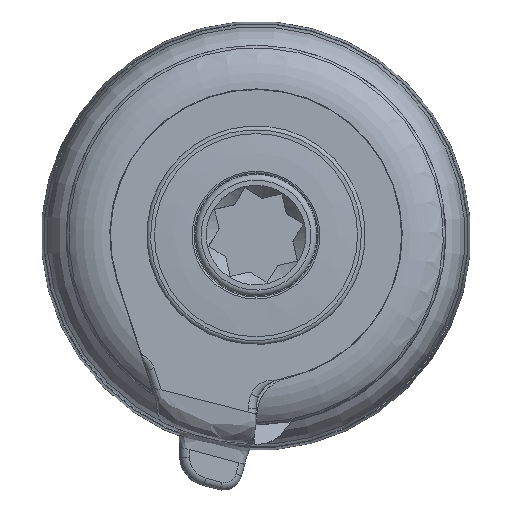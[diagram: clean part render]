
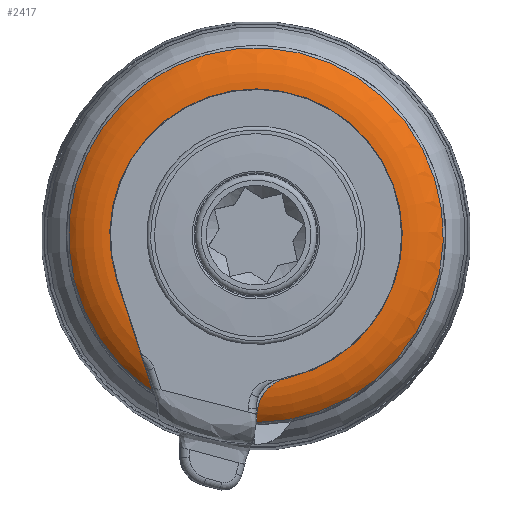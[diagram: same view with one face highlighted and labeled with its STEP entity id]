
A CAD part, top view. The second image highlights one B-rep face of the part: STEP entity #2417.
In plain terms, the highlighted toroidal (fillet/blend) face has major radius 38.15 mm and minor radius 15.664 mm.
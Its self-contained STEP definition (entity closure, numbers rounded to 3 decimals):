
#33=TOROIDAL_SURFACE('',#2698,38.15,15.664);
#63=B_SPLINE_CURVE_WITH_KNOTS('',3,(#3791,#3792,#3793,#3794),
 .UNSPECIFIED.,.F.,.F.,(4,4),(0.169,0.229),
 .UNSPECIFIED.);
#80=B_SPLINE_CURVE_WITH_KNOTS('',3,(#4258,#4259,#4260,#4261),
 .UNSPECIFIED.,.F.,.F.,(4,4),(0.,0.035),.UNSPECIFIED.);
#92=B_SPLINE_CURVE_WITH_KNOTS('',3,(#4624,#4625,#4626,#4627),
 .UNSPECIFIED.,.F.,.F.,(4,4),(0.,0.309),.UNSPECIFIED.);
#100=B_SPLINE_CURVE_WITH_KNOTS('',3,(#5954,#5955,#5956,#5957,#5958,#5959,
#5960,#5961,#5962,#5963,#5964,#5965),.UNSPECIFIED.,.F.,.F.,(4,2,2,2,2,4),
(-1.417,-1.087,-0.774,-0.438,
-0.22,0.),.UNSPECIFIED.);
#101=B_SPLINE_CURVE_WITH_KNOTS('',3,(#5969,#5970,#5971,#5972),
 .UNSPECIFIED.,.F.,.F.,(4,4),(7.851,8.036),
 .UNSPECIFIED.);
#102=B_SPLINE_CURVE_WITH_KNOTS('',3,(#5975,#5976,#5977,#5978,#5979,#5980,
#5981,#5982,#5983,#5984),.UNSPECIFIED.,.F.,.F.,(4,2,2,2,4),(-2.91,
-2.597,-1.298,-0.649,0.),
 .UNSPECIFIED.);
#604=FACE_OUTER_BOUND('',#798,.T.);
#798=EDGE_LOOP('',(#2171,#2172,#2173,#2174,#2175,#2176,#2177,#2178,#2179,
#2180));
#925=CIRCLE('',#2622,48.869);
#927=CIRCLE('',#2625,48.605);
#930=CIRCLE('',#2628,48.605);
#966=CIRCLE('',#2699,38.15);
#1063=VERTEX_POINT('',#3780);
#1065=VERTEX_POINT('',#3790);
#1105=VERTEX_POINT('',#4256);
#1106=VERTEX_POINT('',#4257);
#1122=VERTEX_POINT('',#4609);
#1151=VERTEX_POINT('',#5675);
#1155=VERTEX_POINT('',#5683);
#1201=VERTEX_POINT('',#5952);
#1202=VERTEX_POINT('',#5953);
#1203=VERTEX_POINT('',#5974);
#1326=EDGE_CURVE('',#1065,#1063,#63,.T.);
#1382=EDGE_CURVE('',#1105,#1106,#80,.T.);
#1412=EDGE_CURVE('',#1122,#1105,#92,.T.);
#1466=EDGE_CURVE('',#1122,#1063,#925,.T.);
#1468=EDGE_CURVE('',#1151,#1065,#927,.T.);
#1473=EDGE_CURVE('',#1106,#1155,#930,.T.);
#1533=EDGE_CURVE('',#1201,#1202,#100,.T.);
#1536=EDGE_CURVE('',#1202,#1151,#101,.T.);
#1537=EDGE_CURVE('',#1155,#1203,#102,.T.);
#1539=EDGE_CURVE('',#1203,#1201,#966,.T.);
#2171=ORIENTED_EDGE('',*,*,#1326,.T.);
#2172=ORIENTED_EDGE('',*,*,#1466,.F.);
#2173=ORIENTED_EDGE('',*,*,#1412,.T.);
#2174=ORIENTED_EDGE('',*,*,#1382,.T.);
#2175=ORIENTED_EDGE('',*,*,#1473,.T.);
#2176=ORIENTED_EDGE('',*,*,#1537,.T.);
#2177=ORIENTED_EDGE('',*,*,#1539,.T.);
#2178=ORIENTED_EDGE('',*,*,#1533,.T.);
#2179=ORIENTED_EDGE('',*,*,#1536,.T.);
#2180=ORIENTED_EDGE('',*,*,#1468,.T.);
#2417=ADVANCED_FACE('',(#604),#33,.T.);
#2622=AXIS2_PLACEMENT_3D('',#5671,#3190,#3191);
#2625=AXIS2_PLACEMENT_3D('',#5676,#3196,#3197);
#2628=AXIS2_PLACEMENT_3D('',#5685,#3204,#3205);
#2698=AXIS2_PLACEMENT_3D('',#5986,#3357,#3358);
#2699=AXIS2_PLACEMENT_3D('',#5987,#3359,#3360);
#3190=DIRECTION('center_axis',(0.,0.,
-1.));
#3191=DIRECTION('ref_axis',(0.,-1.,0.));
#3196=DIRECTION('center_axis',(0.,0.,
-1.));
#3197=DIRECTION('ref_axis',(1.,0.,0.));
#3204=DIRECTION('center_axis',(0.,0.,
-1.));
#3205=DIRECTION('ref_axis',(1.,0.,0.));
#3357=DIRECTION('center_axis',(0.,0.,
-1.));
#3358=DIRECTION('ref_axis',(1.,0.,0.));
#3359=DIRECTION('center_axis',(0.,0.,
-1.));
#3360=DIRECTION('ref_axis',(0.,-1.,0.));
#3780=CARTESIAN_POINT('',(-0.627,-48.865,111.958));
#3790=CARTESIAN_POINT('',(-0.406,-48.603,112.2));
#3791=CARTESIAN_POINT('Ctrl Pts',(-0.406,-48.603,112.2));
#3792=CARTESIAN_POINT('Ctrl Pts',(-0.483,-48.709,112.105));
#3793=CARTESIAN_POINT('Ctrl Pts',(-0.56,-48.796,
112.024));
#3794=CARTESIAN_POINT('Ctrl Pts',(-0.627,-48.865,
111.958));
#4256=CARTESIAN_POINT('',(-25.369,-41.501,112.168));
#4257=CARTESIAN_POINT('',(-25.68,-41.268,112.2));
#4258=CARTESIAN_POINT('Ctrl Pts',(-25.369,-41.501,112.168));
#4259=CARTESIAN_POINT('Ctrl Pts',(-25.467,-41.438,112.171));
#4260=CARTESIAN_POINT('Ctrl Pts',(-25.572,-41.359,112.182));
#4261=CARTESIAN_POINT('Ctrl Pts',(-25.68,-41.268,112.2));
#4609=CARTESIAN_POINT('',(-22.337,-43.465,111.958));
#4624=CARTESIAN_POINT('Ctrl Pts',(-22.337,-43.465,111.958));
#4625=CARTESIAN_POINT('Ctrl Pts',(-23.191,-42.897,112.066));
#4626=CARTESIAN_POINT('Ctrl Pts',(-24.211,-42.254,112.133));
#4627=CARTESIAN_POINT('Ctrl Pts',(-25.369,-41.501,112.168));
#5671=CARTESIAN_POINT('Origin',(0.,0.,
111.958));
#5675=CARTESIAN_POINT('',(0.25,-48.605,112.2));
#5676=CARTESIAN_POINT('Origin',(0.,0.,
112.2));
#5683=CARTESIAN_POINT('',(-26.976,-40.432,112.2));
#5685=CARTESIAN_POINT('Origin',(0.,0.,
112.2));
#5952=CARTESIAN_POINT('',(8.121,-37.276,116.2));
#5953=CARTESIAN_POINT('',(0.25,-47.046,113.428));
#5954=CARTESIAN_POINT('Ctrl Pts',(8.121,-37.276,116.2));
#5955=CARTESIAN_POINT('Ctrl Pts',(7.045,-37.51,116.2));
#5956=CARTESIAN_POINT('Ctrl Pts',(6.015,-37.921,116.205));
#5957=CARTESIAN_POINT('Ctrl Pts',(4.184,-39.028,116.168));
#5958=CARTESIAN_POINT('Ctrl Pts',(3.385,-39.701,116.126));
#5959=CARTESIAN_POINT('Ctrl Pts',(1.978,-41.318,115.889));
#5960=CARTESIAN_POINT('Ctrl Pts',(1.409,-42.253,115.683));
#5961=CARTESIAN_POINT('Ctrl Pts',(0.739,-43.881,115.128));
#5962=CARTESIAN_POINT('Ctrl Pts',(0.55,-44.528,114.859));
#5963=CARTESIAN_POINT('Ctrl Pts',(0.304,-45.815,114.215));
#5964=CARTESIAN_POINT('Ctrl Pts',(0.25,-46.444,113.844));
#5965=CARTESIAN_POINT('Ctrl Pts',(0.25,-47.046,113.428));
#5969=CARTESIAN_POINT('Ctrl Pts',(0.25,-47.046,113.428));
#5970=CARTESIAN_POINT('Ctrl Pts',(0.25,-47.599,113.046));
#5971=CARTESIAN_POINT('Ctrl Pts',(0.25,-48.125,112.63));
#5972=CARTESIAN_POINT('Ctrl Pts',(0.25,-48.605,112.2));
#5974=CARTESIAN_POINT('',(-36.283,-11.789,116.2));
#5975=CARTESIAN_POINT('Ctrl Pts',(-26.976,-40.432,112.2));
#5976=CARTESIAN_POINT('Ctrl Pts',(-27.284,-39.485,112.753));
#5977=CARTESIAN_POINT('Ctrl Pts',(-27.603,-38.502,113.219));
#5978=CARTESIAN_POINT('Ctrl Pts',(-29.153,-33.732,115.144));
#5979=CARTESIAN_POINT('Ctrl Pts',(-30.579,-29.342,115.766));
#5980=CARTESIAN_POINT('Ctrl Pts',(-32.752,-22.656,116.137));
#5981=CARTESIAN_POINT('Ctrl Pts',(-33.481,-20.411,116.174));
#5982=CARTESIAN_POINT('Ctrl Pts',(-34.912,-16.007,116.204));
#5983=CARTESIAN_POINT('Ctrl Pts',(-35.614,-13.847,116.2));
#5984=CARTESIAN_POINT('Ctrl Pts',(-36.283,-11.789,116.2));
#5986=CARTESIAN_POINT('Origin',(0.,0.,
100.536));
#5987=CARTESIAN_POINT('Origin',(0.,0.,
116.2));
